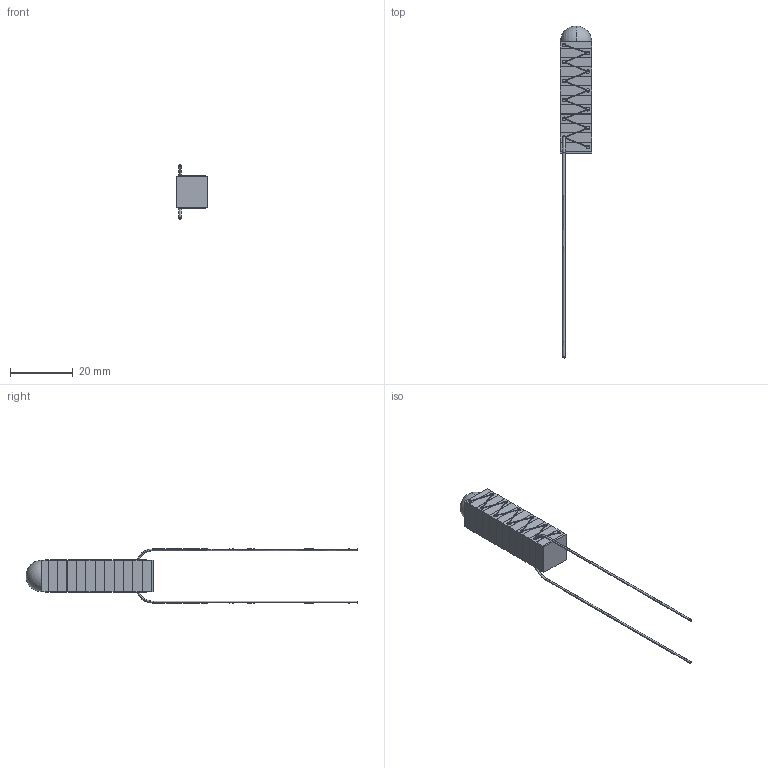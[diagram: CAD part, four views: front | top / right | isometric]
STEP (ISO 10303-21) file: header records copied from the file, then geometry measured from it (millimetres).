
FILE_DESCRIPTION (( 'STEP AP214' ), '1' );
FILE_NAME ('CTN003318.STEP', '2016-09-06T09:45:37', ( '' ), ( '' ), 'SwSTEP 2.0', 'SolidWorks 2016', '' );
FILE_SCHEMA (( 'AUTOMOTIVE_DESIGN' ));
Length unit declared in the file: millimetre
Products named in the file (1): CTN003318
Bounding box: 10 x 105.93 x 17.23 mm (x, y, z)
Volume: 7382.1 mm3; surface area: 8421 mm2
Topology: 4 solids, 4 shells, 397 faces, 1167 edges, 776 vertices
Faces by surface type: plane 221, cylinder 72, sphere 52, bspline 52
Entity records: 16584 total; most frequent: CARTESIAN_POINT 5963, ORIENTED_EDGE 2312, DIRECTION 1700, EDGE_CURVE 1156, VERTEX_POINT 769, AXIS2_PLACEMENT_3D 572, VECTOR 556, LINE 556
